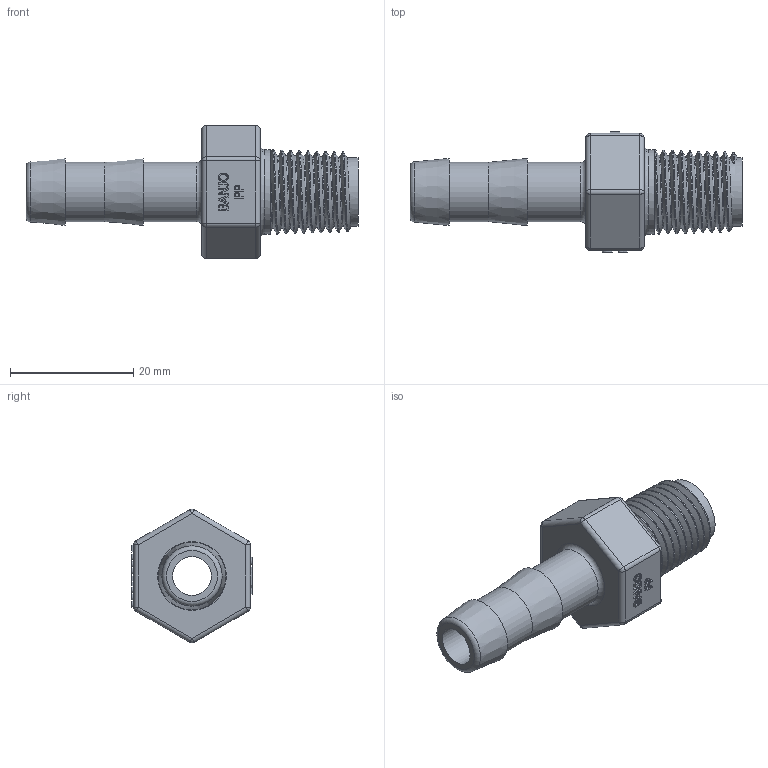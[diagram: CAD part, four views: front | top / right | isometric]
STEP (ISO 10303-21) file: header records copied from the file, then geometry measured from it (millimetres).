
FILE_DESCRIPTION(/* description */ ('1/4" NPT X 3/8" HOSE BARB '),/* implementation_level */ '2;1');
FILE_NAME(/* name */ 'HB025-038.stp',/* time_stamp */ '2013-10-17T11:54:34-04:00',/* author */ ('DTruax'),/* organization */ (''),/* preprocessor_version */ 'ST-DEVELOPER v15.2',/* originating_system */ 'Autodesk Inventor 2014',/* authorisation */ '');
FILE_SCHEMA (('AUTOMOTIVE_DESIGN { 1 0 10303 214 3 1 1 }'));
Length unit declared in the file: inch
Products named in the file (1): HB025-038
Bounding box: 53.98 x 19.56 x 21.76 mm (x, y, z)
Volume: 5438.9 mm3; surface area: 4109.7 mm2
Topology: 1 solids, 1 shells, 350 faces, 911 edges, 590 vertices
Faces by surface type: bspline 152, plane 144, cylinder 25, cone 14, sphere 12, torus 3
Full cylindrical faces by diameter (mm): 6.35 x1, 9.652 x2, 13.716 x1
Entity records: 13474 total; most frequent: CARTESIAN_POINT 6236, ORIENTED_EDGE 1734, DIRECTION 985, EDGE_CURVE 867, VERTEX_POINT 570, LINE 499, VECTOR 499, EDGE_LOOP 383
